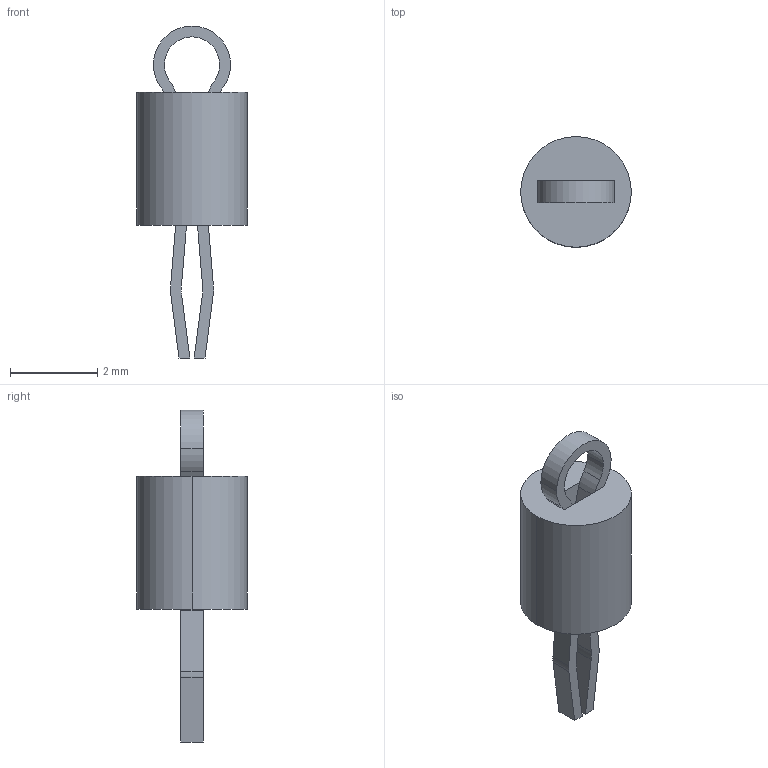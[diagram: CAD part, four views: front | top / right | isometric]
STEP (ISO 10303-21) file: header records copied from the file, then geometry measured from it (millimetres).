
FILE_DESCRIPTION (( 'STEP AP214' ), '1' );
FILE_NAME ('User Library-Test Point Keystone - 5003 ORANGE.STEP', '2018-03-09T15:37:30', ( '' ), ( '' ), 'SwSTEP 2.0', 'SolidWorks 2018', '' );
FILE_SCHEMA (( 'AUTOMOTIVE_DESIGN' ));
Length unit declared in the file: millimetre
Products named in the file (3): User Library-Test Point Keystone - 5003 ORANGE; User Library-Test Point Keystone - 5003 ORANGE_1; User Library-Test Point Keystone - 5003 ORANGE_2
Assembly tree (2 placements, depth 2):
  User Library-Test Point Keystone - 5003 ORANGE
    User Library-Test Point Keystone - 5003 ORANGE_1
    User Library-Test Point Keystone - 5003 ORANGE_2
Bounding box: 2.54 x 2.54 x 7.62 mm (x, y, z)
Volume: 15.9 mm3; surface area: 67.8 mm2
Topology: 2 solids, 2 shells, 56 faces, 156 edges, 104 vertices
Faces by surface type: plane 30, cylinder 26
Entity records: 2542 total; most frequent: DIRECTION 330, CARTESIAN_POINT 321, ORIENTED_EDGE 312, EDGE_CURVE 156, AXIS2_PLACEMENT_3D 113, VERTEX_POINT 104, VECTOR 104, LINE 104
